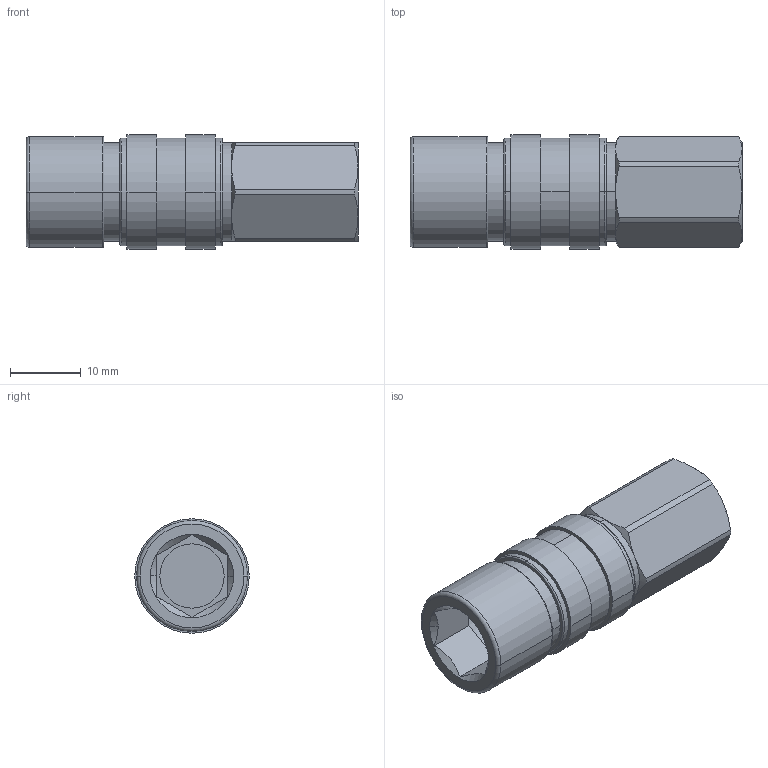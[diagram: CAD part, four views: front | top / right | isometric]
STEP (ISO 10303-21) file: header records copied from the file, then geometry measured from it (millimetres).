
FILE_DESCRIPTION(/* description */ ('VariCAD 2016-1.06 AP-214'),/* implementation_level */ '2;1');
FILE_NAME(/* name */ 'kdgi_18_nw5-blc.stp',/* time_stamp */ '2016-06-16T11:57:42+02:00',/* author */ (''),/* organization */ (''),/* preprocessor_version */ 'ST-DEVELOPER v14',/* originating_system */ 'VariCAD 2016-1.06; kernel version (20130303)',/* authorisation */ '');
FILE_SCHEMA (('AUTOMOTIVE_DESIGN'));
Length unit declared in the file: millimetre
Products named in the file (2): kdgi_18_nw5-blc; ESMK 18 IBL
Assembly tree (1 placements, depth 2):
  kdgi_18_nw5-blc
    ESMK 18 IBL
Bounding box: 47 x 16.2 x 16.2 mm (x, y, z)
Volume: 5743.9 mm3; surface area: 3992.1 mm2
Topology: 1 solids, 1 shells, 82 faces, 182 edges, 114 vertices
Faces by surface type: cylinder 30, plane 27, cone 16, torus 8, bspline 1
Entity records: 2635 total; most frequent: CARTESIAN_POINT 756, DIRECTION 408, ORIENTED_EDGE 364, EDGE_CURVE 182, AXIS2_PLACEMENT_3D 177, VERTEX_POINT 114, EDGE_LOOP 94, CIRCLE 92
